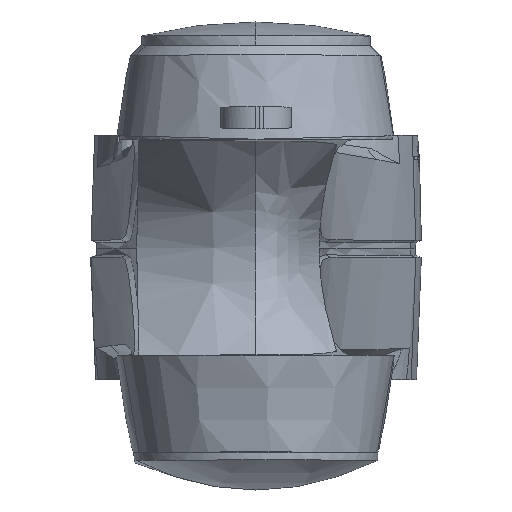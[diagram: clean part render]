
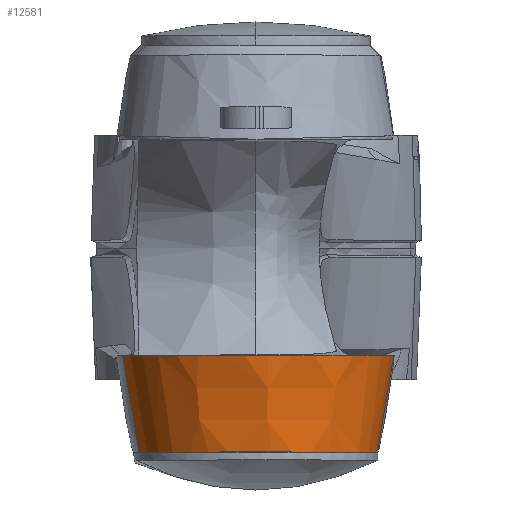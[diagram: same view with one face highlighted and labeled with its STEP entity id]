
A CAD part, top view. The second image highlights one B-rep face of the part: STEP entity #12581.
In plain terms, the highlighted free-form (B-spline) face has degree [3, 3] with [4, 4] control points.
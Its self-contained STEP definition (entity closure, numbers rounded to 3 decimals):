
#94 = CARTESIAN_POINT ( 'NONE',  ( -18.975, -57.5, 979.24 ) ) ;
#250 = CARTESIAN_POINT ( 'NONE',  ( 89.756, -107.603, 863.309 ) ) ;
#270 = CARTESIAN_POINT ( 'NONE',  ( 88.11, -74.878, 966.585 ) ) ;
#629 = AXIS2_PLACEMENT_3D ( 'NONE', #6016, #4640, #14126 ) ;
#657 = CARTESIAN_POINT ( 'NONE',  ( 96.908, -69.505, 862.131 ) ) ;
#833 = ORIENTED_EDGE ( 'NONE', *, *, #16814, .F. ) ;
#1726 = ORIENTED_EDGE ( 'NONE', *, *, #11847, .F. ) ;
#1748 = CARTESIAN_POINT ( 'NONE',  ( -45.902, -58.488, 874.625 ) ) ;
#1753 = CARTESIAN_POINT ( 'NONE',  ( 94.32, -86.235, 862.357 ) ) ;
#1841 = CARTESIAN_POINT ( 'NONE',  ( -46.018, -57.5, 874.635 ) ) ;
#2057 =( BOUNDED_SURFACE ( )  B_SPLINE_SURFACE ( 3, 3, ( 
 ( #12679, #94, #5660, #5749 ),
 ( #16791, #15506, #270, #3010 ),
 ( #7207, #5834, #17340, #15775 ),
 ( #13402, #3376, #6114, #3645 ) ),
 .UNSPECIFIED., .F., .F., .T. ) 
 B_SPLINE_SURFACE_WITH_KNOTS ( ( 4, 4 ),
 ( 4, 4 ),
 ( 0., 1. ),
 ( 0., 1. ),
 .UNSPECIFIED. ) 
 GEOMETRIC_REPRESENTATION_ITEM ( )  RATIONAL_B_SPLINE_SURFACE ( (
 ( 1., 0.443, 0.443, 1.),
 ( 0.999, 0.443, 0.443, 0.999),
 ( 0.999, 0.443, 0.443, 0.999),
 ( 1., 0.443, 0.443, 1.) ) ) 
 REPRESENTATION_ITEM ( '' )  SURFACE ( )  );
#2070 = CARTESIAN_POINT ( 'NONE',  ( 89.281, -108.054, 865.821 ) ) ;
#2099 = B_SPLINE_CURVE_WITH_KNOTS ( 'NONE', 3,
 ( #16943, #250, #11563, #7362, #4716, #5815, #2070, #15572, #7274, #10287, #6000, #11747 ),
 .UNSPECIFIED., .F., .F.,
 ( 4, 2, 1, 1, 2, 2, 4 ),
 ( 0., 0.25, 0.375, 0.437, 0.469, 0.5, 1. ),
 .UNSPECIFIED. ) ;
#2588 = CARTESIAN_POINT ( 'NONE',  ( 25., -108.892, 855. ) ) ;
#3010 = CARTESIAN_POINT ( 'NONE',  ( 96.45, -74.878, 860.624 ) ) ;
#3095 = EDGE_CURVE ( 'NONE', #5028, #7408, #2099, .T. ) ;
#3376 = CARTESIAN_POINT ( 'NONE',  ( -13.751, -109.198, 964.482 ) ) ;
#3645 = CARTESIAN_POINT ( 'NONE',  ( 89.73, -109.198, 860.095 ) ) ;
#4016 = VERTEX_POINT ( 'NONE', #15513 ) ;
#4098 = ORIENTED_EDGE ( 'NONE', *, *, #3095, .F. ) ;
#4149 = CIRCLE ( 'NONE', #14345, 64.999 ) ;
#4640 = DIRECTION ( 'NONE',  ( 0., 1., 0. ) ) ;
#4696 = EDGE_CURVE ( 'NONE', #12586, #13889, #14467, .T. ) ;
#4716 = CARTESIAN_POINT ( 'NONE',  ( 89.426, -107.916, 865.125 ) ) ;
#5028 = VERTEX_POINT ( 'NONE', #10591 ) ;
#5660 = CARTESIAN_POINT ( 'NONE',  ( 89.881, -57.5, 969.717 ) ) ;
#5749 = CARTESIAN_POINT ( 'NONE',  ( 98.456, -57.5, 860.782 ) ) ;
#5815 = CARTESIAN_POINT ( 'NONE',  ( 89.325, -108.012, 865.612 ) ) ;
#5834 = CARTESIAN_POINT ( 'NONE',  ( -16.031, -92.127, 970.924 ) ) ;
#5854 = EDGE_LOOP ( 'NONE', ( #13103, #4098, #1726, #833, #15616 ) ) ;
#6000 = CARTESIAN_POINT ( 'NONE',  ( 88.709, -108.596, 868.261 ) ) ;
#6016 = CARTESIAN_POINT ( 'NONE',  ( 25., -57.5, 855. ) ) ;
#6114 = CARTESIAN_POINT ( 'NONE',  ( 82.174, -109.198, 956.09 ) ) ;
#7207 = CARTESIAN_POINT ( 'NONE',  ( -41.561, -92.127, 872.214 ) ) ;
#7274 = CARTESIAN_POINT ( 'NONE',  ( 89.235, -108.097, 866.031 ) ) ;
#7316 = CARTESIAN_POINT ( 'NONE',  ( 89.841, -107.522, 862.749 ) ) ;
#7362 = CARTESIAN_POINT ( 'NONE',  ( 89.507, -107.84, 864.707 ) ) ;
#7408 = VERTEX_POINT ( 'NONE', #10846 ) ;
#7589 = CARTESIAN_POINT ( 'NONE',  ( -44.577, -69.505, 874.509 ) ) ;
#7827 = B_SPLINE_CURVE_WITH_KNOTS ( 'NONE', 3,
 ( #10147, #14335, #657, #1753, #10333, #7316 ),
 .UNSPECIFIED., .F., .F.,
 ( 4, 1, 1, 4 ),
 ( 0., 0.059, 0.656, 1. ),
 .UNSPECIFIED. ) ;
#8964 = CARTESIAN_POINT ( 'NONE',  ( -37.201, -108.893, 873.864 ) ) ;
#10147 = CARTESIAN_POINT ( 'NONE',  ( 98.349, -57.5, 862.005 ) ) ;
#10287 = CARTESIAN_POINT ( 'NONE',  ( 88.983, -108.336, 867.179 ) ) ;
#10333 = CARTESIAN_POINT ( 'NONE',  ( 91.116, -101.838, 862.638 ) ) ;
#10591 = CARTESIAN_POINT ( 'NONE',  ( 89.841, -107.522, 862.749 ) ) ;
#10846 = CARTESIAN_POINT ( 'NONE',  ( 88.397, -108.892, 869.339 ) ) ;
#11563 = CARTESIAN_POINT ( 'NONE',  ( 89.662, -107.692, 863.869 ) ) ;
#11747 = CARTESIAN_POINT ( 'NONE',  ( 88.397, -108.892, 869.339 ) ) ;
#11847 = EDGE_CURVE ( 'NONE', #4016, #5028, #7827, .T. ) ;
#11874 = CARTESIAN_POINT ( 'NONE',  ( -38.596, -102.756, 873.986 ) ) ;
#12581 = ADVANCED_FACE ( 'NONE', ( #17150 ), #2057, .T. ) ;
#12586 = VERTEX_POINT ( 'NONE', #13038 ) ;
#12679 = CARTESIAN_POINT ( 'NONE',  ( -46.336, -57.5, 873.449 ) ) ;
#13038 = CARTESIAN_POINT ( 'NONE',  ( -37.201, -108.893, 873.864 ) ) ;
#13103 = ORIENTED_EDGE ( 'NONE', *, *, #13932, .F. ) ;
#13402 = CARTESIAN_POINT ( 'NONE',  ( -37.862, -109.198, 871.258 ) ) ;
#13635 = DIRECTION ( 'NONE',  ( 0., 0., 1. ) ) ;
#13889 = VERTEX_POINT ( 'NONE', #15172 ) ;
#13932 = EDGE_CURVE ( 'NONE', #7408, #12586, #4149, .T. ) ;
#14126 = DIRECTION ( 'NONE',  ( 0., 0., -1. ) ) ;
#14335 = CARTESIAN_POINT ( 'NONE',  ( 98.233, -58.488, 862.015 ) ) ;
#14345 = AXIS2_PLACEMENT_3D ( 'NONE', #2588, #14907, #13635 ) ;
#14467 = B_SPLINE_CURVE_WITH_KNOTS ( 'NONE', 3,
 ( #8964, #11874, #14518, #7589, #1748, #1841 ),
 .UNSPECIFIED., .F., .F.,
 ( 4, 1, 1, 4 ),
 ( 0., 0.362, 0.943, 1. ),
 .UNSPECIFIED. ) ;
#14518 = CARTESIAN_POINT ( 'NONE',  ( -41.917, -86.699, 874.277 ) ) ;
#14907 = DIRECTION ( 'NONE',  ( 0., -1., 0. ) ) ;
#15172 = CARTESIAN_POINT ( 'NONE',  ( -46.018, -57.5, 874.635 ) ) ;
#15506 = CARTESIAN_POINT ( 'NONE',  ( -17.774, -74.878, 975.848 ) ) ;
#15513 = CARTESIAN_POINT ( 'NONE',  ( 98.349, -57.5, 862.005 ) ) ;
#15572 = CARTESIAN_POINT ( 'NONE',  ( 89.251, -108.082, 865.96 ) ) ;
#15616 = ORIENTED_EDGE ( 'NONE', *, *, #4696, .F. ) ;
#15775 = CARTESIAN_POINT ( 'NONE',  ( 93.539, -92.127, 860.395 ) ) ;
#16791 = CARTESIAN_POINT ( 'NONE',  ( -44.388, -74.878, 872.946 ) ) ;
#16814 = EDGE_CURVE ( 'NONE', #13889, #4016, #17238, .T. ) ;
#16943 = CARTESIAN_POINT ( 'NONE',  ( 89.841, -107.522, 862.749 ) ) ;
#17150 = FACE_OUTER_BOUND ( 'NONE', #5854, .T. ) ;
#17238 = CIRCLE ( 'NONE', #629, 73.683 ) ;
#17340 = CARTESIAN_POINT ( 'NONE',  ( 85.538, -92.127, 962.038 ) ) ;
